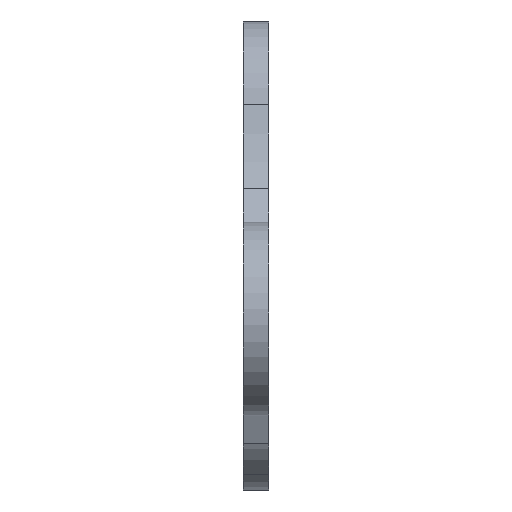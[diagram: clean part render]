
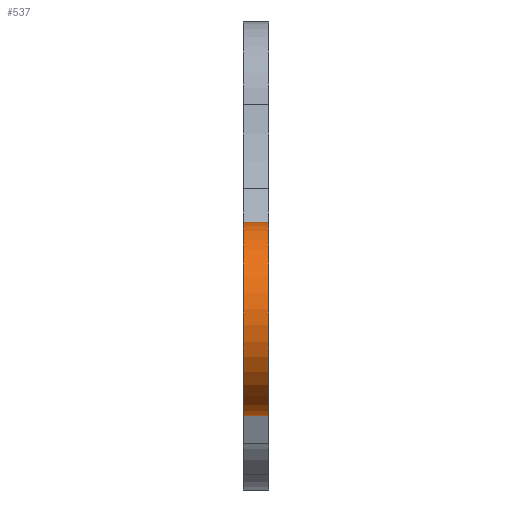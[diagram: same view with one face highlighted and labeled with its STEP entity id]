
A CAD part, front view. The second image highlights one B-rep face of the part: STEP entity #537.
In plain terms, the highlighted cylindrical face has radius 12.123 mm (diameter 24.245 mm), a partial arc.
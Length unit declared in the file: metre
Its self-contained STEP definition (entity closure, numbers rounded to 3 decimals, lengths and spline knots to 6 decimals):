
#21=CYLINDRICAL_SURFACE('',#625,0.012123);
#57=LINE('',#945,#80);
#58=LINE('',#946,#81);
#80=VECTOR('',#769,1.);
#81=VECTOR('',#770,1.);
#155=ORIENTED_EDGE('',*,*,#246,.T.);
#156=ORIENTED_EDGE('',*,*,#287,.F.);
#157=ORIENTED_EDGE('',*,*,#279,.F.);
#158=ORIENTED_EDGE('',*,*,#288,.F.);
#246=EDGE_CURVE('',#316,#315,#367,.T.);
#279=EDGE_CURVE('',#348,#349,#394,.F.);
#287=EDGE_CURVE('',#349,#315,#57,.F.);
#288=EDGE_CURVE('',#316,#348,#58,.T.);
#315=VERTEX_POINT('',#864);
#316=VERTEX_POINT('',#866);
#348=VERTEX_POINT('',#931);
#349=VERTEX_POINT('',#933);
#367=CIRCLE('',#592,0.012123);
#394=CIRCLE('',#620,0.012123);
#425=EDGE_LOOP('',(#155,#156,#157,#158));
#490=FACE_BOUND('',#425,.T.);
#537=ADVANCED_FACE('',(#490),#21,.T.);
#592=AXIS2_PLACEMENT_3D('',#865,#689,#690);
#620=AXIS2_PLACEMENT_3D('',#932,#751,#752);
#625=AXIS2_PLACEMENT_3D('',#944,#767,#768);
#689=DIRECTION('',(-1.,0.,0.));
#690=DIRECTION('',(0.,-0.156,0.988));
#751=DIRECTION('',(1.,0.,0.));
#752=DIRECTION('',(0.,0.156,-0.988));
#767=DIRECTION('',(-1.,0.,0.));
#768=DIRECTION('',(0.,0.156,-0.988));
#769=DIRECTION('',(-1.,0.,0.));
#770=DIRECTION('',(-1.,0.,0.));
#864=CARTESIAN_POINT('',(-0.018617,0.279005,0.090437));
#865=CARTESIAN_POINT('',(-0.018617,0.272356,0.080301));
#866=CARTESIAN_POINT('',(-0.018617,0.276752,0.069003));
#931=CARTESIAN_POINT('',(-0.021792,0.276752,0.069003));
#932=CARTESIAN_POINT('',(-0.021792,0.272356,0.080301));
#933=CARTESIAN_POINT('',(-0.021792,0.279005,0.090437));
#944=CARTESIAN_POINT('',(-0.017174,0.272356,0.080301));
#945=CARTESIAN_POINT('',(-0.017174,0.279005,0.090437));
#946=CARTESIAN_POINT('',(-0.017174,0.276752,0.069003));
